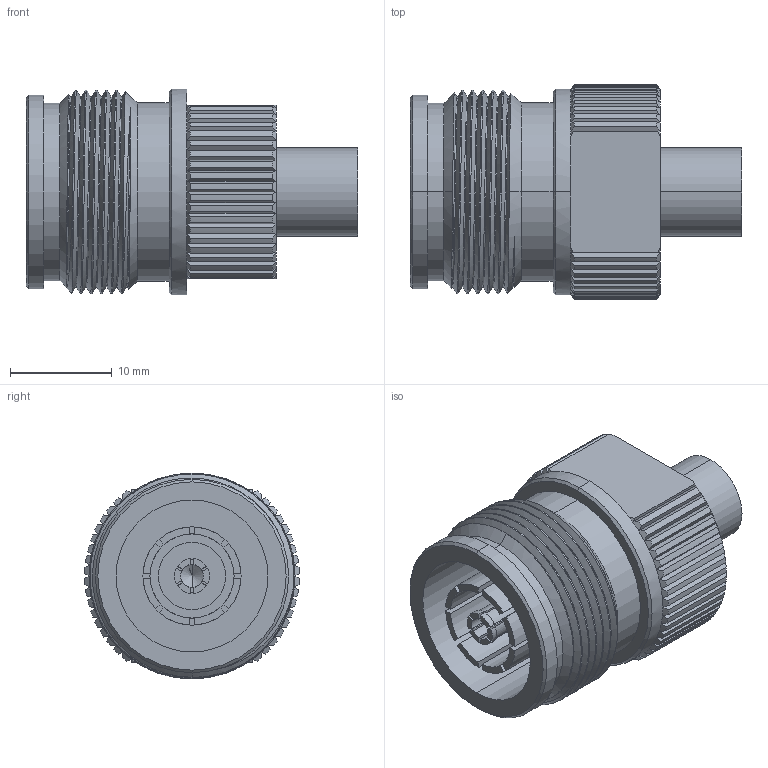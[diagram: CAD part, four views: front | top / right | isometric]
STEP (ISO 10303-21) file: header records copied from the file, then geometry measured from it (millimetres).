
FILE_DESCRIPTION (( 'STEP AP214' ), '1' );
FILE_NAME ('TC-SPP250-4310F-LP.step', '2021-05-04T14:30:47', ( '' ), ( '' ), 'SwSTEP 2.0', 'SolidWorks 2020', '' );
FILE_SCHEMA (( 'AUTOMOTIVE_DESIGN' ));
Length unit declared in the file: inch
Products named in the file (1): TC-SPP250-4310F-LP
Bounding box: 32.5 x 21.06 x 20.18 mm (x, y, z)
Volume: 5261 mm3; surface area: 4971.1 mm2
Topology: 2 solids, 2 shells, 336 faces, 805 edges, 476 vertices
Faces by surface type: plane 147, cone 103, cylinder 83, bspline 3
Entity records: 11169 total; most frequent: CARTESIAN_POINT 3627, ORIENTED_EDGE 1602, DIRECTION 1545, EDGE_CURVE 801, AXIS2_PLACEMENT_3D 622, VERTEX_POINT 476, EDGE_LOOP 345, ADVANCED_FACE 336
